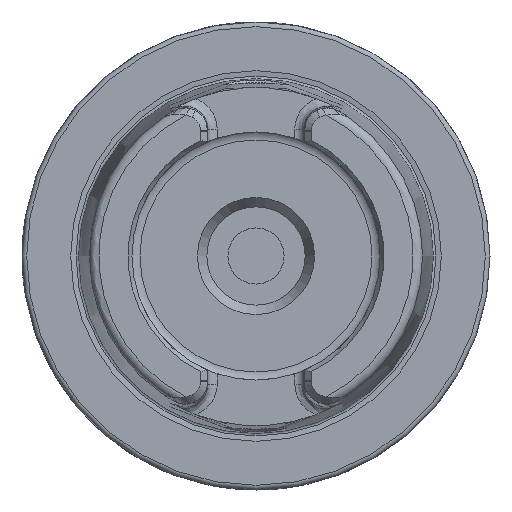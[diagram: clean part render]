
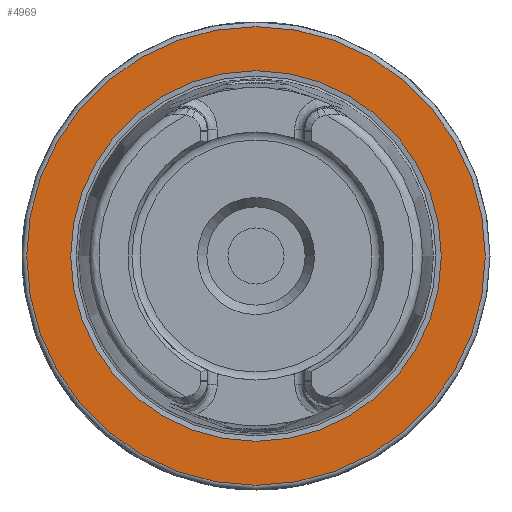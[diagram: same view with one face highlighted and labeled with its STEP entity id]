
A CAD part, left-side view. The second image highlights one B-rep face of the part: STEP entity #4969.
In plain terms, the highlighted planar face has unit normal (-1, 0, 0).
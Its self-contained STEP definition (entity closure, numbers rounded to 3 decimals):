
#133=FACE_BOUND('',#930,.T.);
#355=CIRCLE('',#5403,39.587);
#356=CIRCLE('',#5404,39.587);
#357=CIRCLE('',#5406,49.);
#358=CIRCLE('',#5407,49.);
#623=FACE_OUTER_BOUND('',#929,.T.);
#929=EDGE_LOOP('',(#4162,#4163));
#930=EDGE_LOOP('',(#4164,#4165));
#2254=VERTEX_POINT('',#11384);
#2255=VERTEX_POINT('',#11386);
#2256=VERTEX_POINT('',#11390);
#2257=VERTEX_POINT('',#11391);
#2911=EDGE_CURVE('',#2255,#2254,#355,.T.);
#2912=EDGE_CURVE('',#2254,#2255,#356,.T.);
#2913=EDGE_CURVE('',#2256,#2257,#357,.T.);
#2914=EDGE_CURVE('',#2257,#2256,#358,.T.);
#4162=ORIENTED_EDGE('',*,*,#2913,.F.);
#4163=ORIENTED_EDGE('',*,*,#2914,.F.);
#4164=ORIENTED_EDGE('',*,*,#2911,.T.);
#4165=ORIENTED_EDGE('',*,*,#2912,.T.);
#4702=PLANE('',#5405);
#4969=ADVANCED_FACE('',(#623,#133),#4702,.T.);
#5403=AXIS2_PLACEMENT_3D('',#11387,#6370,#6371);
#5404=AXIS2_PLACEMENT_3D('',#11388,#6372,#6373);
#5405=AXIS2_PLACEMENT_3D('',#11389,#6374,#6375);
#5406=AXIS2_PLACEMENT_3D('',#11392,#6376,#6377);
#5407=AXIS2_PLACEMENT_3D('',#11393,#6378,#6379);
#6370=DIRECTION('center_axis',(1.,0.,0.));
#6371=DIRECTION('ref_axis',(0.,0.,-1.));
#6372=DIRECTION('center_axis',(1.,0.,0.));
#6373=DIRECTION('ref_axis',(0.,0.,-1.));
#6374=DIRECTION('center_axis',(-1.,0.,0.));
#6375=DIRECTION('ref_axis',(0.,0.,1.));
#6376=DIRECTION('center_axis',(1.,0.,0.));
#6377=DIRECTION('ref_axis',(0.,0.,-1.));
#6378=DIRECTION('center_axis',(1.,0.,0.));
#6379=DIRECTION('ref_axis',(0.,0.,-1.));
#11384=CARTESIAN_POINT('',(0.,-39.587,0.));
#11386=CARTESIAN_POINT('',(0.,39.587,0.));
#11387=CARTESIAN_POINT('Origin',(0.,0.,0.));
#11388=CARTESIAN_POINT('Origin',(0.,0.,0.));
#11389=CARTESIAN_POINT('Origin',(0.,49.,
0.));
#11390=CARTESIAN_POINT('',(0.,49.,0.));
#11391=CARTESIAN_POINT('',(0.,0.,
49.));
#11392=CARTESIAN_POINT('Origin',(0.,0.,0.));
#11393=CARTESIAN_POINT('Origin',(0.,0.,0.));
